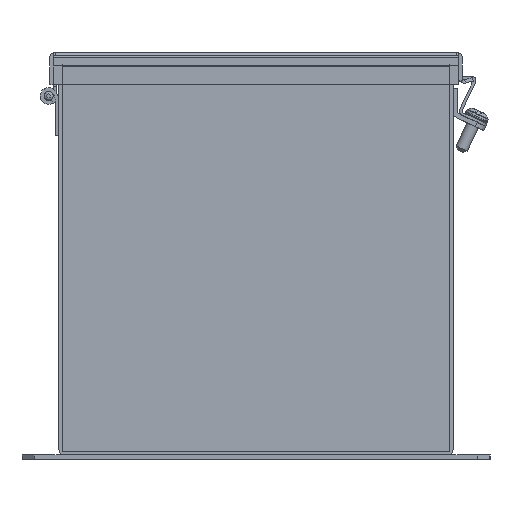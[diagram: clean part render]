
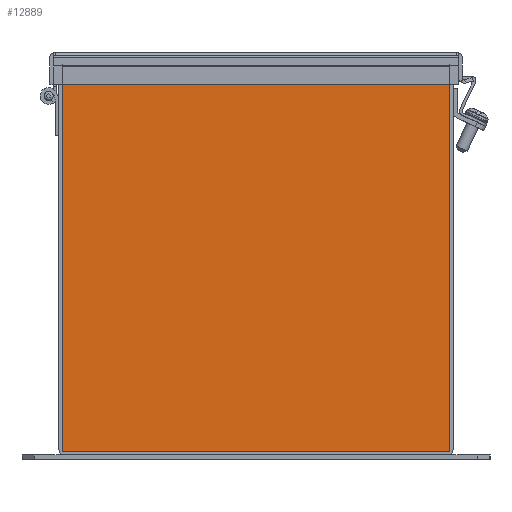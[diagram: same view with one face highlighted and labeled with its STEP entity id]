
A CAD part, left-side view. The second image highlights one B-rep face of the part: STEP entity #12889.
In plain terms, the highlighted planar face has unit normal (-1, 0, 0).
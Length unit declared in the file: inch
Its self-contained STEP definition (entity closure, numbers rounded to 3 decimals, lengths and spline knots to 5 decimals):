
#35 = EDGE_LOOP ( 'NONE', ( #3949, #1633, #9924, #3333 ) ) ;
#548 = DIRECTION ( 'NONE',  ( 0., 0., 1. ) ) ;
#576 = EDGE_CURVE ( 'NONE', #10952, #5495, #2001, .T. ) ;
#1393 = VECTOR ( 'NONE', #2640, 39.37008 ) ;
#1633 = ORIENTED_EDGE ( 'NONE', *, *, #4893, .F. ) ;
#2001 = LINE ( 'NONE', #5465, #2076 ) ;
#2076 = VECTOR ( 'NONE', #548, 39.37008 ) ;
#2177 = VECTOR ( 'NONE', #9135, 39.37008 ) ;
#2305 = CARTESIAN_POINT ( 'NONE',  ( -24., -3.928, 0.072 ) ) ;
#2640 = DIRECTION ( 'NONE',  ( 0., 1., 0. ) ) ;
#2688 = LINE ( 'NONE', #7605, #9437 ) ;
#3170 = LINE ( 'NONE', #4222, #2177 ) ;
#3333 = ORIENTED_EDGE ( 'NONE', *, *, #11425, .F. ) ;
#3949 = ORIENTED_EDGE ( 'NONE', *, *, #576, .F. ) ;
#4222 = CARTESIAN_POINT ( 'NONE',  ( -24., -3.928, 0.072 ) ) ;
#4893 = EDGE_CURVE ( 'NONE', #9571, #10952, #14955, .T. ) ;
#5165 = DIRECTION ( 'NONE',  ( 0., 1., 0. ) ) ;
#5401 = EDGE_CURVE ( 'NONE', #8738, #9571, #3170, .T. ) ;
#5465 = CARTESIAN_POINT ( 'NONE',  ( -24., 3.928, 0.072 ) ) ;
#5495 = VERTEX_POINT ( 'NONE', #7774 ) ;
#5891 = CARTESIAN_POINT ( 'NONE',  ( -24., -3.928, 7.892 ) ) ;
#6381 = CARTESIAN_POINT ( 'NONE',  ( -24., 3.928, 0.072 ) ) ;
#7505 = DIRECTION ( 'NONE',  ( 1., 0., 0. ) ) ;
#7605 = CARTESIAN_POINT ( 'NONE',  ( -24., 3.928, 7.892 ) ) ;
#7774 = CARTESIAN_POINT ( 'NONE',  ( -24., 3.928, 7.892 ) ) ;
#8738 = VERTEX_POINT ( 'NONE', #5891 ) ;
#9135 = DIRECTION ( 'NONE',  ( 0., 0., -1. ) ) ;
#9437 = VECTOR ( 'NONE', #9850, 39.37008 ) ;
#9571 = VERTEX_POINT ( 'NONE', #2305 ) ;
#9850 = DIRECTION ( 'NONE',  ( 0., -1., 0. ) ) ;
#9924 = ORIENTED_EDGE ( 'NONE', *, *, #5401, .F. ) ;
#10494 = AXIS2_PLACEMENT_3D ( 'NONE', #6381, #7505, #5165 ) ;
#10952 = VERTEX_POINT ( 'NONE', #13593 ) ;
#11401 = CARTESIAN_POINT ( 'NONE',  ( -24., 3.928, 0.072 ) ) ;
#11425 = EDGE_CURVE ( 'NONE', #5495, #8738, #2688, .T. ) ;
#12889 = ADVANCED_FACE ( 'NONE', ( #15069 ), #13629, .F. ) ;
#13593 = CARTESIAN_POINT ( 'NONE',  ( -24., 3.928, 0.072 ) ) ;
#13629 = PLANE ( 'NONE',  #10494 ) ;
#14955 = LINE ( 'NONE', #11401, #1393 ) ;
#15069 = FACE_OUTER_BOUND ( 'NONE', #35, .T. ) ;
